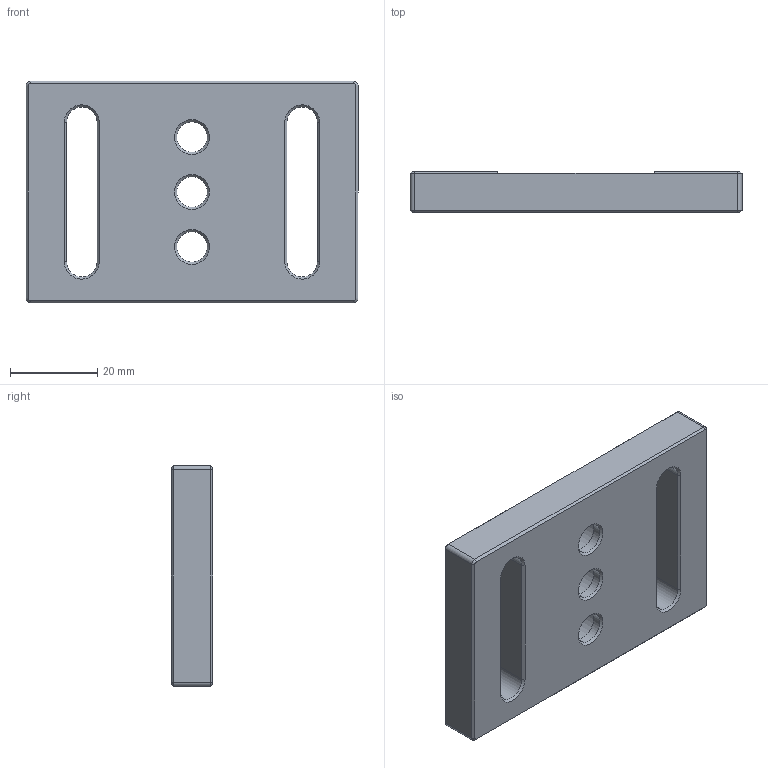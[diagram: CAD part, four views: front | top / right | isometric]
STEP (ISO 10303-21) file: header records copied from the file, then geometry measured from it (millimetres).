
FILE_DESCRIPTION (( 'STEP AP203' ), '1' );
FILE_NAME ('SB-2.step', '2017-01-11T07:28:14', ( '¦K¬P' ), ( '' ), 'SwSTEP 2.0', 'SolidWorks 2012', '' );
FILE_SCHEMA (( 'CONFIG_CONTROL_DESIGN' ));
Length unit declared in the file: millimetre
Products named in the file (1): SB-2
Bounding box: 76.2 x 9.5 x 50.8 mm (x, y, z)
Volume: 28603.3 mm3; surface area: 11068.5 mm2
Topology: 1 solids, 1 shells, 71 faces, 159 edges, 93 vertices
Faces by surface type: plane 35, cone 22, cylinder 14
Full cylindrical faces by diameter (mm): 7 x3, 11 x3
Entity records: 1941 total; most frequent: DIRECTION 338, CARTESIAN_POINT 306, ORIENTED_EDGE 288, EDGE_CURVE 144, AXIS2_PLACEMENT_3D 122, EDGE_LOOP 96, VECTOR 94, LINE 94
